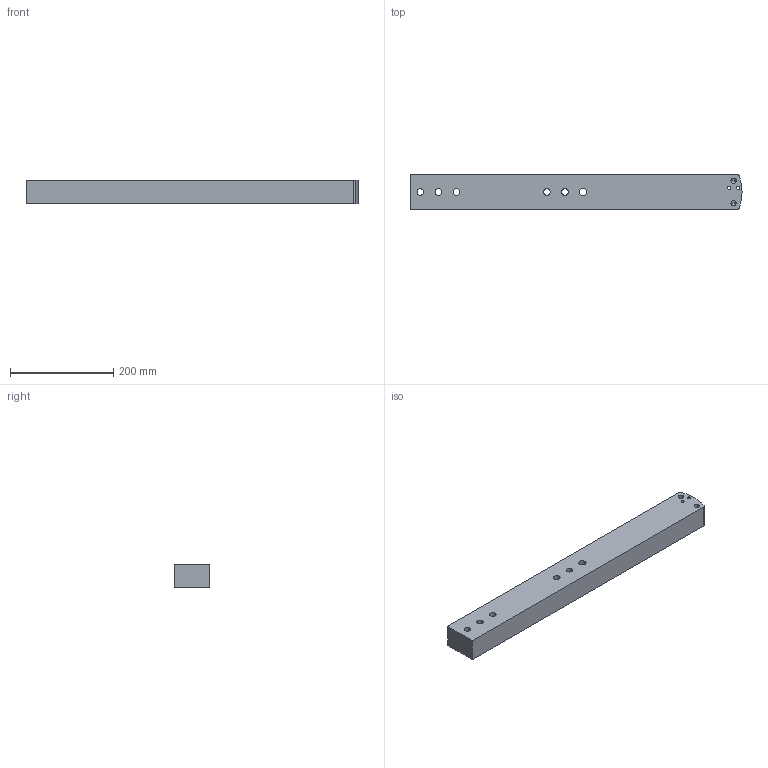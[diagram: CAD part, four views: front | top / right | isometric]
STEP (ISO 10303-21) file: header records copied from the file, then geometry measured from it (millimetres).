
FILE_DESCRIPTION(('no description'),'unknown implementation level');
FILE_NAME('C576F263-78F3-4F1F-B6D3-C17BC2BF2EDD_export.stp',' ',('CIMSOURCE GmbH'),('CADClick - KiM GmbH - www.kimweb.de'),'unknown preprocess','ACIS','unknown authorization');
FILE_SCHEMA(('automotive_design'));
Length unit declared in the file: millimetre
Products named in the file (1): Lineares Muster9
Bounding box: 642.5 x 68 x 45 mm (x, y, z)
Volume: 1892908.5 mm3; surface area: 170778.2 mm2
Topology: 1 solids, 1 shells, 207 faces, 469 edges, 272 vertices
Faces by surface type: cylinder 124, cone 52, plane 31
Entity records: 10835 total; most frequent: DIRECTION 1107, CARTESIAN_POINT 918, STYLED_ITEM 913, PRESENTATION_STYLE_ASSIGNMENT 913, COLOUR_RGB 913, ORIENTED_EDGE 866, AXIS2_PLACEMENT_3D 461, EDGE_CURVE 433
